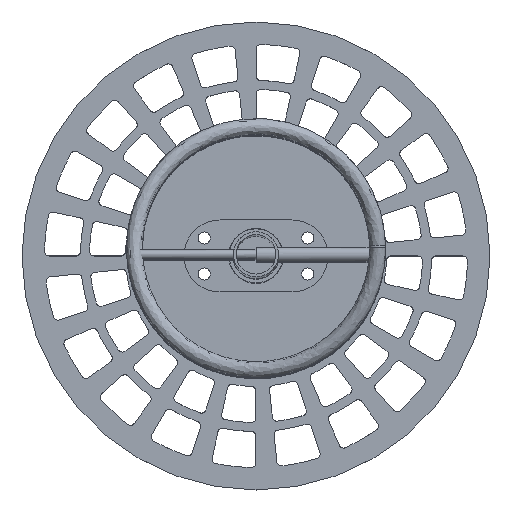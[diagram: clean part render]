
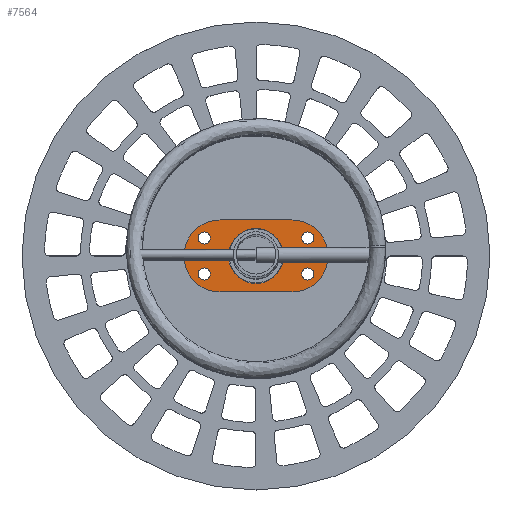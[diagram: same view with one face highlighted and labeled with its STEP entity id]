
A CAD part, top view. The second image highlights one B-rep face of the part: STEP entity #7564.
In plain terms, the highlighted planar face has unit normal (0, 0, 1).
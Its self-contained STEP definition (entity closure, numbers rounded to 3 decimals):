
#164=FACE_BOUND('',#819,.T.);
#165=FACE_BOUND('',#820,.T.);
#166=FACE_BOUND('',#821,.T.);
#167=FACE_BOUND('',#822,.T.);
#168=FACE_BOUND('',#823,.T.);
#283=PLANE('',#8179);
#408=FACE_OUTER_BOUND('',#818,.T.);
#818=EDGE_LOOP('',(#4970,#4971,#4972,#4973));
#819=EDGE_LOOP('',(#4974));
#820=EDGE_LOOP('',(#4975));
#821=EDGE_LOOP('',(#4976));
#822=EDGE_LOOP('',(#4977));
#823=EDGE_LOOP('',(#4978));
#1336=LINE('',#11640,#1882);
#1340=LINE('',#11651,#1886);
#1882=VECTOR('',#9169,10.);
#1886=VECTOR('',#9181,10.);
#2421=CIRCLE('',#8156,6.75);
#2423=CIRCLE('',#8159,6.75);
#2425=CIRCLE('',#8162,6.75);
#2427=CIRCLE('',#8165,6.75);
#2429=CIRCLE('',#8168,30.5);
#2431=CIRCLE('',#8171,40.);
#2433=CIRCLE('',#8175,40.);
#2965=VERTEX_POINT('',#11600);
#2967=VERTEX_POINT('',#11606);
#2969=VERTEX_POINT('',#11612);
#2971=VERTEX_POINT('',#11618);
#2973=VERTEX_POINT('',#11624);
#2975=VERTEX_POINT('',#11630);
#2976=VERTEX_POINT('',#11631);
#2979=VERTEX_POINT('',#11639);
#2981=VERTEX_POINT('',#11645);
#3753=EDGE_CURVE('',#2965,#2965,#2421,.T.);
#3756=EDGE_CURVE('',#2967,#2967,#2423,.T.);
#3759=EDGE_CURVE('',#2969,#2969,#2425,.T.);
#3762=EDGE_CURVE('',#2971,#2971,#2427,.T.);
#3765=EDGE_CURVE('',#2973,#2973,#2429,.T.);
#3768=EDGE_CURVE('',#2975,#2976,#2431,.T.);
#3772=EDGE_CURVE('',#2976,#2979,#1336,.T.);
#3775=EDGE_CURVE('',#2979,#2981,#2433,.T.);
#3778=EDGE_CURVE('',#2981,#2975,#1340,.T.);
#4970=ORIENTED_EDGE('',*,*,#3768,.F.);
#4971=ORIENTED_EDGE('',*,*,#3778,.F.);
#4972=ORIENTED_EDGE('',*,*,#3775,.F.);
#4973=ORIENTED_EDGE('',*,*,#3772,.F.);
#4974=ORIENTED_EDGE('',*,*,#3753,.T.);
#4975=ORIENTED_EDGE('',*,*,#3756,.T.);
#4976=ORIENTED_EDGE('',*,*,#3759,.T.);
#4977=ORIENTED_EDGE('',*,*,#3762,.T.);
#4978=ORIENTED_EDGE('',*,*,#3765,.T.);
#7564=ADVANCED_FACE('',(#408,#164,#165,#166,#167,#168),#283,.T.);
#8156=AXIS2_PLACEMENT_3D('',#11601,#9126,#9127);
#8159=AXIS2_PLACEMENT_3D('',#11607,#9133,#9134);
#8162=AXIS2_PLACEMENT_3D('',#11613,#9140,#9141);
#8165=AXIS2_PLACEMENT_3D('',#11619,#9147,#9148);
#8168=AXIS2_PLACEMENT_3D('',#11625,#9154,#9155);
#8171=AXIS2_PLACEMENT_3D('',#11632,#9161,#9162);
#8175=AXIS2_PLACEMENT_3D('',#11646,#9174,#9175);
#8179=AXIS2_PLACEMENT_3D('',#11654,#9185,#9186);
#9126=DIRECTION('center_axis',(0.,0.,-1.));
#9127=DIRECTION('ref_axis',(1.,0.,0.));
#9133=DIRECTION('center_axis',(0.,0.,-1.));
#9134=DIRECTION('ref_axis',(1.,0.,0.));
#9140=DIRECTION('center_axis',(0.,0.,-1.));
#9141=DIRECTION('ref_axis',(1.,0.,0.));
#9147=DIRECTION('center_axis',(0.,0.,-1.));
#9148=DIRECTION('ref_axis',(1.,0.,0.));
#9154=DIRECTION('center_axis',(0.,0.,-1.));
#9155=DIRECTION('ref_axis',(-1.,0.,0.));
#9161=DIRECTION('center_axis',(0.,0.,-1.));
#9162=DIRECTION('ref_axis',(0.,1.,0.));
#9169=DIRECTION('',(1.,0.,0.));
#9174=DIRECTION('center_axis',(0.,0.,-1.));
#9175=DIRECTION('ref_axis',(0.,-1.,0.));
#9181=DIRECTION('',(-1.,0.,0.));
#9185=DIRECTION('center_axis',(0.,0.,1.));
#9186=DIRECTION('ref_axis',(1.,0.,0.));
#11600=CARTESIAN_POINT('',(35.287,-20.,5.));
#11601=CARTESIAN_POINT('Origin',(42.037,-20.,5.));
#11606=CARTESIAN_POINT('',(-79.713,20.,5.));
#11607=CARTESIAN_POINT('Origin',(-72.963,20.,5.));
#11612=CARTESIAN_POINT('',(-79.713,-20.,5.));
#11613=CARTESIAN_POINT('Origin',(-72.963,-20.,5.));
#11618=CARTESIAN_POINT('',(35.287,20.,5.));
#11619=CARTESIAN_POINT('Origin',(42.037,20.,5.));
#11624=CARTESIAN_POINT('',(15.037,0.,5.));
#11625=CARTESIAN_POINT('Origin',(-15.463,0.,
5.));
#11630=CARTESIAN_POINT('',(-55.463,-40.,5.));
#11631=CARTESIAN_POINT('',(-55.463,40.,5.));
#11632=CARTESIAN_POINT('Origin',(-55.463,0.,5.));
#11639=CARTESIAN_POINT('',(24.537,40.,5.));
#11640=CARTESIAN_POINT('',(24.537,40.,5.));
#11645=CARTESIAN_POINT('',(24.537,-40.,5.));
#11646=CARTESIAN_POINT('Origin',(24.537,0.,5.));
#11651=CARTESIAN_POINT('',(-55.463,-40.,5.));
#11654=CARTESIAN_POINT('Origin',(-15.463,0.,
5.));
